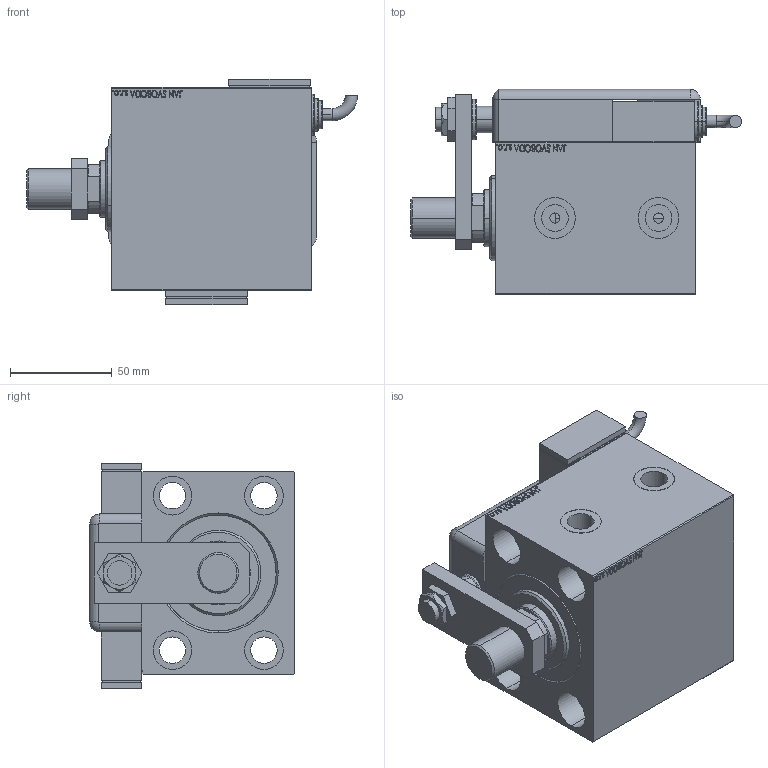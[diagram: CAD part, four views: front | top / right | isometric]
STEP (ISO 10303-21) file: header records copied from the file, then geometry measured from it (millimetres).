
FILE_DESCRIPTION (( 'STEP AP203' ), '1' );
FILE_NAME ('da4c.STEP', '2022-04-17T13:27:33', ( '' ), ( '' ), 'SwSTEP 2.0', 'SolidWorks 2019', '' );
FILE_SCHEMA (( 'CONFIG_CONTROL_DESIGN' ));
Length unit declared in the file: millimetre
Products named in the file (14): SWITCH_Q_FRONT_BACK e2f8c66f4a84ef782e43cc68157f91dd; MAGNETIC SWITCH Q e2f8c66f4a84ef782e43cc68157f91dd; KRYT e2f8c66f4a84ef782e43cc68157f91dd; TYC e2f8c66f4a84ef782e43cc68157f91dd; da4c; ZARAZKA_Q e2f8c66f4a84ef782e43cc68157f91dd; V450CM_C_VCP e2f8c66f4a84ef782e43cc68157f91dd; NUT_D13 e2f8c66f4a84ef782e43cc68157f91dd; V450CM_MALE_METRIC e2f8c66f4a84ef782e43cc68157f91dd; SWITCH Q e2f8c66f4a84ef782e43cc68157f91dd; SWITCH DIM A_G e2f8c66f4a84ef782e43cc68157f91dd; V450CM_C_Body e2f8c66f4a84ef782e43cc68157f91dd; V450CM_VC_B e2f8c66f4a84ef782e43cc68157f91dd; NUT_D19 e2f8c66f4a84ef782e43cc68157f91dd
Assembly tree (14 placements, depth 3):
  da4c
    V450CM_C_Body e2f8c66f4a84ef782e43cc68157f91dd
    V450CM_C_VCP e2f8c66f4a84ef782e43cc68157f91dd
    V450CM_VC_B e2f8c66f4a84ef782e43cc68157f91dd
    V450CM_MALE_METRIC e2f8c66f4a84ef782e43cc68157f91dd
    MAGNETIC SWITCH Q e2f8c66f4a84ef782e43cc68157f91dd
      SWITCH_Q_FRONT_BACK e2f8c66f4a84ef782e43cc68157f91dd
      TYC e2f8c66f4a84ef782e43cc68157f91dd
      ZARAZKA_Q e2f8c66f4a84ef782e43cc68157f91dd
      SWITCH DIM A_G e2f8c66f4a84ef782e43cc68157f91dd
      NUT_D19 e2f8c66f4a84ef782e43cc68157f91dd
      NUT_D13 e2f8c66f4a84ef782e43cc68157f91dd
      KRYT e2f8c66f4a84ef782e43cc68157f91dd
      SWITCH Q e2f8c66f4a84ef782e43cc68157f91dd  x2
Bounding box: 162.76 x 100.8 x 111 mm (x, y, z)
Volume: 781879.1 mm3; surface area: 165747.4 mm2
Topology: 14 solids, 14 shells, 1263 faces, 3197 edges, 2109 vertices
Faces by surface type: plane 619, bspline 471, cylinder 121, cone 26, torus 24, sphere 2
Entity records: 60347 total; most frequent: CARTESIAN_POINT 32280, ORIENTED_EDGE 6198, DIRECTION 3961, EDGE_CURVE 3099, VERTEX_POINT 2049, VECTOR 1837, LINE 1837, EDGE_LOOP 1398
